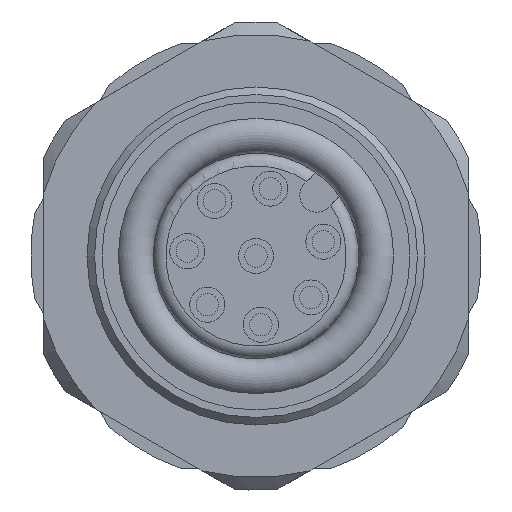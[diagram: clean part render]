
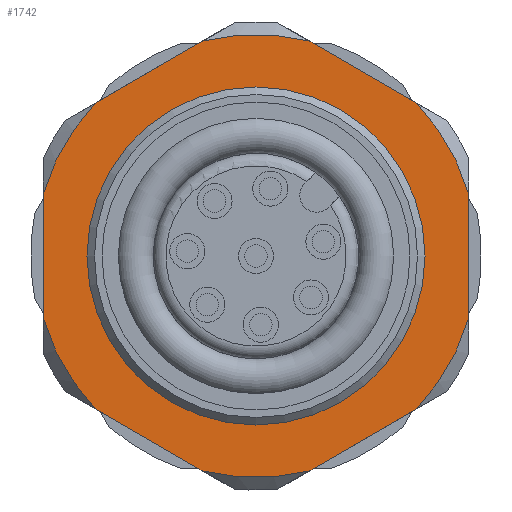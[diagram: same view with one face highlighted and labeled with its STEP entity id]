
A CAD part, front view. The second image highlights one B-rep face of the part: STEP entity #1742.
In plain terms, the highlighted planar face has unit normal (0, -1, 0).
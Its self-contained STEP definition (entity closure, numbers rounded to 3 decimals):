
#224=PLANE('',#2394);
#299=LINE('',#3449,#379);
#300=LINE('',#3454,#380);
#301=LINE('',#3458,#381);
#302=LINE('',#3462,#382);
#303=LINE('',#3466,#383);
#304=LINE('',#3470,#384);
#379=VECTOR('',#2718,1.);
#380=VECTOR('',#2721,1.);
#381=VECTOR('',#2724,1.);
#382=VECTOR('',#2727,1.);
#383=VECTOR('',#2730,1.);
#384=VECTOR('',#2733,1.);
#459=EDGE_LOOP('',(#761));
#460=EDGE_LOOP('',(#762,#763,#764,#765,#766,#767,#768,#769,#770,#771,#772,
#773));
#761=ORIENTED_EDGE('',*,*,#1291,.T.);
#762=ORIENTED_EDGE('',*,*,#1292,.F.);
#763=ORIENTED_EDGE('',*,*,#1293,.F.);
#764=ORIENTED_EDGE('',*,*,#1294,.F.);
#765=ORIENTED_EDGE('',*,*,#1295,.F.);
#766=ORIENTED_EDGE('',*,*,#1296,.F.);
#767=ORIENTED_EDGE('',*,*,#1297,.F.);
#768=ORIENTED_EDGE('',*,*,#1298,.F.);
#769=ORIENTED_EDGE('',*,*,#1299,.F.);
#770=ORIENTED_EDGE('',*,*,#1300,.F.);
#771=ORIENTED_EDGE('',*,*,#1301,.F.);
#772=ORIENTED_EDGE('',*,*,#1302,.F.);
#773=ORIENTED_EDGE('',*,*,#1303,.F.);
#1291=EDGE_CURVE('',#2167,#2167,#1556,.T.);
#1292=EDGE_CURVE('',#2168,#2169,#299,.T.);
#1293=EDGE_CURVE('',#2170,#2168,#1557,.T.);
#1294=EDGE_CURVE('',#2171,#2170,#300,.T.);
#1295=EDGE_CURVE('',#2172,#2171,#1558,.T.);
#1296=EDGE_CURVE('',#2173,#2172,#301,.T.);
#1297=EDGE_CURVE('',#2174,#2173,#1559,.T.);
#1298=EDGE_CURVE('',#2175,#2174,#302,.T.);
#1299=EDGE_CURVE('',#2176,#2175,#1560,.T.);
#1300=EDGE_CURVE('',#2177,#2176,#303,.T.);
#1301=EDGE_CURVE('',#2178,#2177,#1561,.T.);
#1302=EDGE_CURVE('',#2179,#2178,#304,.T.);
#1303=EDGE_CURVE('',#2169,#2179,#1562,.T.);
#1556=CIRCLE('',#2387,6.75);
#1557=CIRCLE('',#2388,8.85);
#1558=CIRCLE('',#2389,8.85);
#1559=CIRCLE('',#2390,8.85);
#1560=CIRCLE('',#2391,8.85);
#1561=CIRCLE('',#2392,8.85);
#1562=CIRCLE('',#2393,8.85);
#1742=ADVANCED_FACE('',(#1925,#1926),#224,.F.);
#1925=FACE_BOUND('',#459,.T.);
#1926=FACE_BOUND('',#460,.T.);
#2167=VERTEX_POINT('',#3448);
#2168=VERTEX_POINT('',#3450);
#2169=VERTEX_POINT('',#3451);
#2170=VERTEX_POINT('',#3453);
#2171=VERTEX_POINT('',#3455);
#2172=VERTEX_POINT('',#3457);
#2173=VERTEX_POINT('',#3459);
#2174=VERTEX_POINT('',#3461);
#2175=VERTEX_POINT('',#3463);
#2176=VERTEX_POINT('',#3465);
#2177=VERTEX_POINT('',#3467);
#2178=VERTEX_POINT('',#3469);
#2179=VERTEX_POINT('',#3471);
#2387=AXIS2_PLACEMENT_3D('',#3447,#2716,#2717);
#2388=AXIS2_PLACEMENT_3D('',#3452,#2719,#2720);
#2389=AXIS2_PLACEMENT_3D('',#3456,#2722,#2723);
#2390=AXIS2_PLACEMENT_3D('',#3460,#2725,#2726);
#2391=AXIS2_PLACEMENT_3D('',#3464,#2728,#2729);
#2392=AXIS2_PLACEMENT_3D('',#3468,#2731,#2732);
#2393=AXIS2_PLACEMENT_3D('',#3472,#2734,#2735);
#2394=AXIS2_PLACEMENT_3D('',#3473,#2736,#2737);
#2716=DIRECTION('',(0.,1.,0.));
#2717=DIRECTION('',(0.5,0.,-0.866));
#2718=DIRECTION('',(0.866,0.,-0.5));
#2719=DIRECTION('',(0.,1.,0.));
#2720=DIRECTION('',(0.5,0.,-0.866));
#2721=DIRECTION('',(0.866,0.,0.5));
#2722=DIRECTION('',(0.,1.,0.));
#2723=DIRECTION('',(0.5,0.,-0.866));
#2724=DIRECTION('',(0.,0.,1.));
#2725=DIRECTION('',(0.,1.,0.));
#2726=DIRECTION('',(0.5,0.,-0.866));
#2727=DIRECTION('',(-0.866,0.,0.5));
#2728=DIRECTION('',(0.,1.,0.));
#2729=DIRECTION('',(0.5,0.,-0.866));
#2730=DIRECTION('',(-0.866,0.,-0.5));
#2731=DIRECTION('',(0.,1.,0.));
#2732=DIRECTION('',(0.5,0.,-0.866));
#2733=DIRECTION('',(0.,0.,-1.));
#2734=DIRECTION('',(0.,1.,0.));
#2735=DIRECTION('',(0.5,0.,-0.866));
#2736=DIRECTION('',(0.,1.,0.));
#2737=DIRECTION('',(0.5,0.,-0.866));
#3447=CARTESIAN_POINT('',(0.,6.5,0.));
#3448=CARTESIAN_POINT('',(3.375,6.5,-5.846));
#3449=CARTESIAN_POINT('',(1.327,6.5,9.049));
#3450=CARTESIAN_POINT('',(2.116,6.5,8.593));
#3451=CARTESIAN_POINT('',(6.384,6.5,6.129));
#3452=CARTESIAN_POINT('',(0.,6.5,0.));
#3453=CARTESIAN_POINT('',(-2.116,6.5,8.593));
#3454=CARTESIAN_POINT('',(-10.096,6.5,3.986));
#3455=CARTESIAN_POINT('',(-6.384,6.5,6.129));
#3456=CARTESIAN_POINT('',(0.,6.5,0.));
#3457=CARTESIAN_POINT('',(-8.5,6.5,2.464));
#3458=CARTESIAN_POINT('',(-8.5,6.5,-3.375));
#3459=CARTESIAN_POINT('',(-8.5,6.5,-2.464));
#3460=CARTESIAN_POINT('',(0.,6.5,0.));
#3461=CARTESIAN_POINT('',(-6.384,6.5,-6.129));
#3462=CARTESIAN_POINT('',(-7.173,6.5,-5.674));
#3463=CARTESIAN_POINT('',(-2.116,6.5,-8.593));
#3464=CARTESIAN_POINT('',(0.,6.5,0.));
#3465=CARTESIAN_POINT('',(2.116,6.5,-8.593));
#3466=CARTESIAN_POINT('',(-1.596,6.5,-10.736));
#3467=CARTESIAN_POINT('',(6.384,6.5,-6.129));
#3468=CARTESIAN_POINT('',(0.,6.5,0.));
#3469=CARTESIAN_POINT('',(8.5,6.5,-2.464));
#3470=CARTESIAN_POINT('',(8.5,6.5,-3.375));
#3471=CARTESIAN_POINT('',(8.5,6.5,2.464));
#3472=CARTESIAN_POINT('',(0.,6.5,0.));
#3473=CARTESIAN_POINT('',(-5.846,6.5,-3.375));
